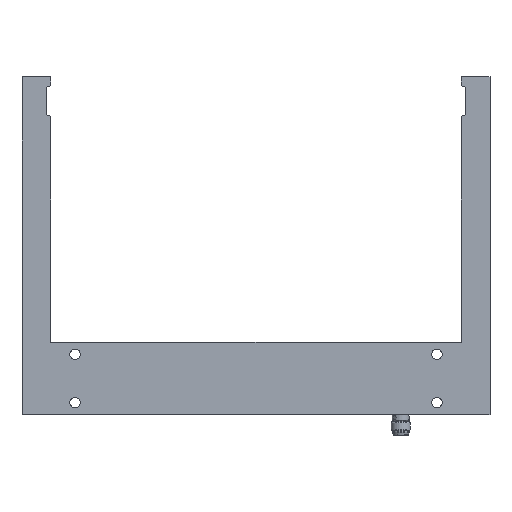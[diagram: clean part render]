
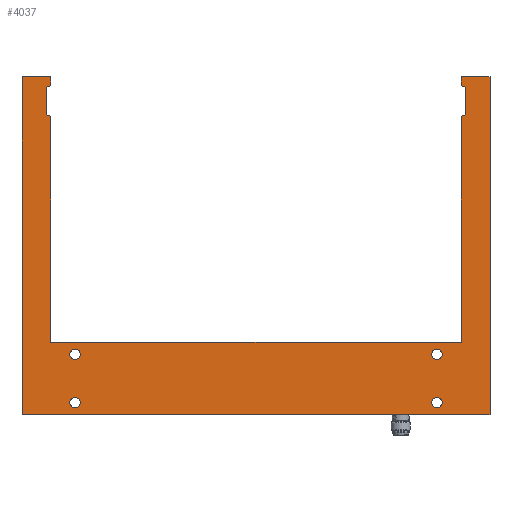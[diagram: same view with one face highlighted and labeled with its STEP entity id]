
A CAD part, top view. The second image highlights one B-rep face of the part: STEP entity #4037.
In plain terms, the highlighted planar face has unit normal (0, 0, 1).
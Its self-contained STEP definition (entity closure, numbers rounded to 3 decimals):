
#321=PLANE('',#4480);
#431=FACE_BOUND('',#1023,.T.);
#432=FACE_BOUND('',#1024,.T.);
#433=FACE_BOUND('',#1025,.T.);
#434=FACE_BOUND('',#1026,.T.);
#679=FACE_OUTER_BOUND('',#1022,.T.);
#1022=EDGE_LOOP('',(#3390,#3391,#3392,#3393,#3394,#3395,#3396,#3397,#3398,
#3399,#3400,#3401,#3402,#3403,#3404,#3405,#3406,#3407,#3408,#3409));
#1023=EDGE_LOOP('',(#3410));
#1024=EDGE_LOOP('',(#3411));
#1025=EDGE_LOOP('',(#3412));
#1026=EDGE_LOOP('',(#3413));
#1343=LINE('',#6630,#1577);
#1372=LINE('',#6756,#1606);
#1374=LINE('',#6761,#1608);
#1382=LINE('',#6777,#1616);
#1386=LINE('',#6784,#1620);
#1387=LINE('',#6786,#1621);
#1394=LINE('',#6832,#1628);
#1395=LINE('',#6834,#1629);
#1396=LINE('',#6836,#1630);
#1397=LINE('',#6837,#1631);
#1398=LINE('',#6839,#1632);
#1399=LINE('',#6845,#1633);
#1577=VECTOR('',#5278,170.);
#1606=VECTOR('',#5411,10.);
#1608=VECTOR('',#5417,93.);
#1616=VECTOR('',#5433,140.);
#1620=VECTOR('',#5439,12.);
#1621=VECTOR('',#5442,3.);
#1628=VECTOR('',#5493,3.);
#1629=VECTOR('',#5494,12.);
#1630=VECTOR('',#5495,140.);
#1631=VECTOR('',#5496,194.);
#1632=VECTOR('',#5497,93.);
#1633=VECTOR('',#5502,10.);
#1788=CIRCLE('',#4388,2.15);
#1790=CIRCLE('',#4391,2.15);
#1792=CIRCLE('',#4394,2.15);
#1794=CIRCLE('',#4397,2.15);
#1812=CIRCLE('',#4440,1.);
#1815=CIRCLE('',#4444,1.);
#1817=CIRCLE('',#4447,1.);
#1819=CIRCLE('',#4450,1.);
#1831=CIRCLE('',#4481,1.);
#1832=CIRCLE('',#4482,1.);
#1833=CIRCLE('',#4483,1.);
#1834=CIRCLE('',#4484,1.);
#2084=VERTEX_POINT('',#6600);
#2086=VERTEX_POINT('',#6605);
#2088=VERTEX_POINT('',#6610);
#2090=VERTEX_POINT('',#6615);
#2095=VERTEX_POINT('',#6628);
#2096=VERTEX_POINT('',#6629);
#2130=VERTEX_POINT('',#6726);
#2131=VERTEX_POINT('',#6727);
#2136=VERTEX_POINT('',#6738);
#2137=VERTEX_POINT('',#6740);
#2139=VERTEX_POINT('',#6746);
#2141=VERTEX_POINT('',#6752);
#2145=VERTEX_POINT('',#6774);
#2146=VERTEX_POINT('',#6776);
#2148=VERTEX_POINT('',#6782);
#2163=VERTEX_POINT('',#6828);
#2164=VERTEX_POINT('',#6829);
#2165=VERTEX_POINT('',#6831);
#2166=VERTEX_POINT('',#6833);
#2167=VERTEX_POINT('',#6835);
#2168=VERTEX_POINT('',#6838);
#2169=VERTEX_POINT('',#6840);
#2170=VERTEX_POINT('',#6842);
#2171=VERTEX_POINT('',#6844);
#2515=EDGE_CURVE('',#2084,#2084,#1788,.T.);
#2517=EDGE_CURVE('',#2086,#2086,#1790,.T.);
#2519=EDGE_CURVE('',#2088,#2088,#1792,.T.);
#2521=EDGE_CURVE('',#2090,#2090,#1794,.T.);
#2527=EDGE_CURVE('',#2095,#2096,#1343,.T.);
#2567=EDGE_CURVE('',#2130,#2131,#1812,.T.);
#2573=EDGE_CURVE('',#2136,#2137,#1815,.T.);
#2576=EDGE_CURVE('',#2137,#2139,#1817,.T.);
#2580=EDGE_CURVE('',#2141,#2130,#1819,.T.);
#2581=EDGE_CURVE('',#2141,#2139,#1372,.T.);
#2584=EDGE_CURVE('',#2096,#2136,#1374,.T.);
#2592=EDGE_CURVE('',#2145,#2146,#1382,.T.);
#2596=EDGE_CURVE('',#2148,#2145,#1386,.T.);
#2597=EDGE_CURVE('',#2131,#2148,#1387,.T.);
#2614=EDGE_CURVE('',#2163,#2164,#1831,.T.);
#2615=EDGE_CURVE('',#2165,#2163,#1394,.T.);
#2616=EDGE_CURVE('',#2166,#2165,#1395,.T.);
#2617=EDGE_CURVE('',#2167,#2166,#1396,.T.);
#2618=EDGE_CURVE('',#2146,#2167,#1397,.T.);
#2619=EDGE_CURVE('',#2168,#2095,#1398,.T.);
#2620=EDGE_CURVE('',#2169,#2168,#1832,.T.);
#2621=EDGE_CURVE('',#2170,#2169,#1833,.T.);
#2622=EDGE_CURVE('',#2170,#2171,#1399,.T.);
#2623=EDGE_CURVE('',#2164,#2171,#1834,.T.);
#3390=ORIENTED_EDGE('',*,*,#2614,.F.);
#3391=ORIENTED_EDGE('',*,*,#2615,.F.);
#3392=ORIENTED_EDGE('',*,*,#2616,.F.);
#3393=ORIENTED_EDGE('',*,*,#2617,.F.);
#3394=ORIENTED_EDGE('',*,*,#2618,.F.);
#3395=ORIENTED_EDGE('',*,*,#2592,.F.);
#3396=ORIENTED_EDGE('',*,*,#2596,.F.);
#3397=ORIENTED_EDGE('',*,*,#2597,.F.);
#3398=ORIENTED_EDGE('',*,*,#2567,.F.);
#3399=ORIENTED_EDGE('',*,*,#2580,.F.);
#3400=ORIENTED_EDGE('',*,*,#2581,.T.);
#3401=ORIENTED_EDGE('',*,*,#2576,.F.);
#3402=ORIENTED_EDGE('',*,*,#2573,.F.);
#3403=ORIENTED_EDGE('',*,*,#2584,.F.);
#3404=ORIENTED_EDGE('',*,*,#2527,.F.);
#3405=ORIENTED_EDGE('',*,*,#2619,.F.);
#3406=ORIENTED_EDGE('',*,*,#2620,.F.);
#3407=ORIENTED_EDGE('',*,*,#2621,.F.);
#3408=ORIENTED_EDGE('',*,*,#2622,.T.);
#3409=ORIENTED_EDGE('',*,*,#2623,.F.);
#3410=ORIENTED_EDGE('',*,*,#2521,.T.);
#3411=ORIENTED_EDGE('',*,*,#2519,.T.);
#3412=ORIENTED_EDGE('',*,*,#2517,.T.);
#3413=ORIENTED_EDGE('',*,*,#2515,.T.);
#4037=ADVANCED_FACE('',(#679,#431,#432,#433,#434),#321,.T.);
#4388=AXIS2_PLACEMENT_3D('',#6601,#5249,#5250);
#4391=AXIS2_PLACEMENT_3D('',#6606,#5255,#5256);
#4394=AXIS2_PLACEMENT_3D('',#6611,#5261,#5262);
#4397=AXIS2_PLACEMENT_3D('',#6616,#5267,#5268);
#4440=AXIS2_PLACEMENT_3D('',#6728,#5381,#5382);
#4444=AXIS2_PLACEMENT_3D('',#6741,#5392,#5393);
#4447=AXIS2_PLACEMENT_3D('',#6747,#5399,#5400);
#4450=AXIS2_PLACEMENT_3D('',#6754,#5407,#5408);
#4480=AXIS2_PLACEMENT_3D('',#6827,#5489,#5490);
#4481=AXIS2_PLACEMENT_3D('',#6830,#5491,#5492);
#4482=AXIS2_PLACEMENT_3D('',#6841,#5498,#5499);
#4483=AXIS2_PLACEMENT_3D('',#6843,#5500,#5501);
#4484=AXIS2_PLACEMENT_3D('',#6846,#5503,#5504);
#5249=DIRECTION('center_axis',(0.,0.,-1.));
#5250=DIRECTION('ref_axis',(-1.,0.,0.));
#5255=DIRECTION('center_axis',(0.,0.,-1.));
#5256=DIRECTION('ref_axis',(-1.,0.,0.));
#5261=DIRECTION('center_axis',(0.,0.,-1.));
#5262=DIRECTION('ref_axis',(-1.,0.,0.));
#5267=DIRECTION('center_axis',(0.,0.,-1.));
#5268=DIRECTION('ref_axis',(-1.,0.,0.));
#5278=DIRECTION('',(1.,0.,0.));
#5381=DIRECTION('center_axis',(0.,0.,
-1.));
#5382=DIRECTION('ref_axis',(-0.707,-0.707,0.));
#5392=DIRECTION('center_axis',(0.,0.,
-1.));
#5393=DIRECTION('ref_axis',(-0.707,0.707,0.));
#5399=DIRECTION('center_axis',(0.,0.,
1.));
#5400=DIRECTION('ref_axis',(0.707,-0.707,0.));
#5407=DIRECTION('center_axis',(0.,0.,
1.));
#5408=DIRECTION('ref_axis',(0.707,0.707,0.));
#5411=DIRECTION('',(0.,-1.,0.));
#5417=DIRECTION('',(0.,1.,0.));
#5433=DIRECTION('',(0.,-1.,0.));
#5439=DIRECTION('',(1.,0.,0.));
#5442=DIRECTION('',(0.,1.,0.));
#5489=DIRECTION('center_axis',(0.,0.,
1.));
#5490=DIRECTION('ref_axis',(0.,1.,0.));
#5491=DIRECTION('center_axis',(0.,0.,
-1.));
#5492=DIRECTION('ref_axis',(0.707,-0.707,0.));
#5493=DIRECTION('',(0.,-1.,0.));
#5494=DIRECTION('',(1.,0.,0.));
#5495=DIRECTION('',(0.,1.,0.));
#5496=DIRECTION('',(-1.,0.,0.));
#5497=DIRECTION('',(0.,-1.,0.));
#5498=DIRECTION('center_axis',(0.,0.,
-1.));
#5499=DIRECTION('ref_axis',(0.707,0.707,0.));
#5500=DIRECTION('center_axis',(0.,0.,
1.));
#5501=DIRECTION('ref_axis',(-0.707,-0.707,0.));
#5502=DIRECTION('',(0.,1.,0.));
#5503=DIRECTION('center_axis',(0.,0.,
1.));
#5504=DIRECTION('ref_axis',(-0.707,0.707,0.));
#6600=CARTESIAN_POINT('',(162.15,5.,12.));
#6601=CARTESIAN_POINT('Origin',(160.,5.,12.));
#6605=CARTESIAN_POINT('',(12.15,25.,12.));
#6606=CARTESIAN_POINT('Origin',(10.,25.,12.));
#6610=CARTESIAN_POINT('',(12.15,5.,12.));
#6611=CARTESIAN_POINT('Origin',(10.,5.,12.));
#6615=CARTESIAN_POINT('',(162.15,25.,12.));
#6616=CARTESIAN_POINT('Origin',(160.,25.,12.));
#6628=CARTESIAN_POINT('',(0.,30.,12.));
#6629=CARTESIAN_POINT('',(170.,30.,12.));
#6630=CARTESIAN_POINT('',(170.,30.,12.));
#6726=CARTESIAN_POINT('',(171.,136.,12.));
#6727=CARTESIAN_POINT('',(170.,137.,12.));
#6728=CARTESIAN_POINT('Origin',(171.,137.,12.));
#6738=CARTESIAN_POINT('',(170.,123.,12.));
#6740=CARTESIAN_POINT('',(171.,124.,12.));
#6741=CARTESIAN_POINT('Origin',(171.,123.,12.));
#6746=CARTESIAN_POINT('',(172.,125.,12.));
#6747=CARTESIAN_POINT('Origin',(171.,125.,12.));
#6752=CARTESIAN_POINT('',(172.,135.,12.));
#6754=CARTESIAN_POINT('Origin',(171.,135.,12.));
#6756=CARTESIAN_POINT('',(172.,103.,12.));
#6761=CARTESIAN_POINT('',(170.,0.,12.));
#6774=CARTESIAN_POINT('',(182.,140.,12.));
#6776=CARTESIAN_POINT('',(182.,0.,12.));
#6777=CARTESIAN_POINT('',(182.,140.,12.));
#6782=CARTESIAN_POINT('',(170.,140.,12.));
#6784=CARTESIAN_POINT('',(170.,140.,12.));
#6786=CARTESIAN_POINT('',(170.,0.,12.));
#6827=CARTESIAN_POINT('Origin',(-6.,70.,12.));
#6828=CARTESIAN_POINT('',(0.,137.,12.));
#6829=CARTESIAN_POINT('',(-1.,136.,12.));
#6830=CARTESIAN_POINT('Origin',(-1.,137.,12.));
#6831=CARTESIAN_POINT('',(0.,140.,12.));
#6832=CARTESIAN_POINT('',(0.,0.,12.));
#6833=CARTESIAN_POINT('',(-12.,140.,12.));
#6834=CARTESIAN_POINT('',(0.,140.,12.));
#6835=CARTESIAN_POINT('',(-12.,0.,12.));
#6836=CARTESIAN_POINT('',(-12.,140.,12.));
#6837=CARTESIAN_POINT('',(-12.,0.,12.));
#6838=CARTESIAN_POINT('',(0.,123.,12.));
#6839=CARTESIAN_POINT('',(0.,0.,12.));
#6840=CARTESIAN_POINT('',(-1.,124.,12.));
#6841=CARTESIAN_POINT('Origin',(-1.,123.,12.));
#6842=CARTESIAN_POINT('',(-2.,125.,12.));
#6843=CARTESIAN_POINT('Origin',(-1.,125.,12.));
#6844=CARTESIAN_POINT('',(-2.,135.,12.));
#6845=CARTESIAN_POINT('',(-2.,103.,12.));
#6846=CARTESIAN_POINT('Origin',(-1.,135.,12.));
